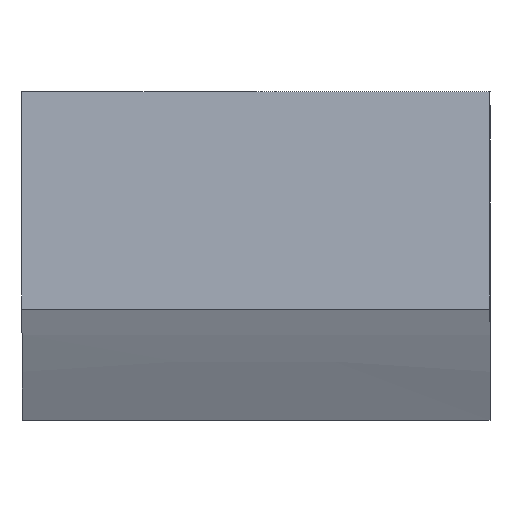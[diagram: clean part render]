
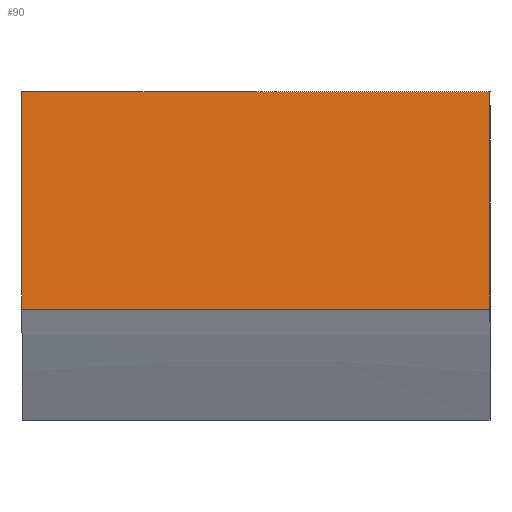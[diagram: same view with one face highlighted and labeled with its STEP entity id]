
A CAD part, left-side view. The second image highlights one B-rep face of the part: STEP entity #90.
In plain terms, the highlighted planar face has unit normal (-0.999, 0, 0.052).
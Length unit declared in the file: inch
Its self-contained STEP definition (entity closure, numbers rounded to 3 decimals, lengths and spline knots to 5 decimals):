
#20=FACE_OUTER_BOUND('',#26,.T.);
#26=EDGE_LOOP('',(#67,#68,#69,#70));
#35=B_SPLINE_CURVE_WITH_KNOTS('',3,(#150,#151,#152,#153,#154,#155),
 .UNSPECIFIED.,.F.,.F.,(4,2,4),(-8.86411,-4.43206,0.),
 .UNSPECIFIED.);
#36=B_SPLINE_CURVE_WITH_KNOTS('',3,(#157,#158,#159,#160,#161,#162),
 .UNSPECIFIED.,.F.,.F.,(4,2,4),(-19.05,-9.525,0.),.UNSPECIFIED.);
#37=B_SPLINE_CURVE_WITH_KNOTS('',3,(#164,#165,#166,#167,#168,#169),
 .UNSPECIFIED.,.F.,.F.,(4,2,4),(-8.86411,-4.43205,0.),
 .UNSPECIFIED.);
#38=B_SPLINE_CURVE_WITH_KNOTS('',3,(#170,#171,#172,#173,#174,#175),
 .UNSPECIFIED.,.F.,.F.,(4,2,4),(-19.05,-9.525,0.),.UNSPECIFIED.);
#47=VERTEX_POINT('',#148);
#48=VERTEX_POINT('',#149);
#49=VERTEX_POINT('',#156);
#50=VERTEX_POINT('',#163);
#55=EDGE_CURVE('',#47,#48,#35,.T.);
#56=EDGE_CURVE('',#49,#47,#36,.T.);
#57=EDGE_CURVE('',#50,#49,#37,.T.);
#58=EDGE_CURVE('',#48,#50,#38,.T.);
#67=ORIENTED_EDGE('',*,*,#55,.F.);
#68=ORIENTED_EDGE('',*,*,#56,.F.);
#69=ORIENTED_EDGE('',*,*,#57,.F.);
#70=ORIENTED_EDGE('',*,*,#58,.F.);
#88=PLANE('',#110);
#90=ADVANCED_FACE('',(#20),#88,.F.);
#110=AXIS2_PLACEMENT_3D('',#147,#115,#116);
#115=DIRECTION('center_axis',(0.999,0.,-0.052));
#116=DIRECTION('ref_axis',(-0.052,0.,-0.999));
#147=CARTESIAN_POINT('Origin',(10.41016,-4.,39.18856));
#148=CARTESIAN_POINT('',(9.67937,7.75,25.24414));
#149=CARTESIAN_POINT('',(9.86201,7.75,28.72916));
#150=CARTESIAN_POINT('Ctrl Pts',(9.67937,7.75,25.24414));
#151=CARTESIAN_POINT('Ctrl Pts',(9.70981,7.75,25.82497));
#152=CARTESIAN_POINT('Ctrl Pts',(9.74025,7.75,26.40581));
#153=CARTESIAN_POINT('Ctrl Pts',(9.80113,7.75,27.56748));
#154=CARTESIAN_POINT('Ctrl Pts',(9.83157,7.75,28.14832));
#155=CARTESIAN_POINT('Ctrl Pts',(9.86201,7.75,28.72916));
#156=CARTESIAN_POINT('',(9.67937,0.25,25.24414));
#157=CARTESIAN_POINT('Ctrl Pts',(9.67937,0.25,25.24414));
#158=CARTESIAN_POINT('Ctrl Pts',(9.67937,1.5,25.24414));
#159=CARTESIAN_POINT('Ctrl Pts',(9.67937,2.75,25.24414));
#160=CARTESIAN_POINT('Ctrl Pts',(9.67937,5.25,25.24414));
#161=CARTESIAN_POINT('Ctrl Pts',(9.67937,6.5,25.24414));
#162=CARTESIAN_POINT('Ctrl Pts',(9.67937,7.75,25.24414));
#163=CARTESIAN_POINT('',(9.86201,0.25,28.72916));
#164=CARTESIAN_POINT('Ctrl Pts',(9.86201,0.25,28.72916));
#165=CARTESIAN_POINT('Ctrl Pts',(9.83157,0.25,28.14832));
#166=CARTESIAN_POINT('Ctrl Pts',(9.80113,0.25,27.56748));
#167=CARTESIAN_POINT('Ctrl Pts',(9.74025,0.25,26.40581));
#168=CARTESIAN_POINT('Ctrl Pts',(9.70981,0.25,25.82497));
#169=CARTESIAN_POINT('Ctrl Pts',(9.67937,0.25,25.24414));
#170=CARTESIAN_POINT('Ctrl Pts',(9.86201,7.75,28.72916));
#171=CARTESIAN_POINT('Ctrl Pts',(9.86201,6.5,28.72916));
#172=CARTESIAN_POINT('Ctrl Pts',(9.86201,5.25,28.72916));
#173=CARTESIAN_POINT('Ctrl Pts',(9.86201,2.75,28.72916));
#174=CARTESIAN_POINT('Ctrl Pts',(9.86201,1.5,28.72916));
#175=CARTESIAN_POINT('Ctrl Pts',(9.86201,0.25,28.72916));
